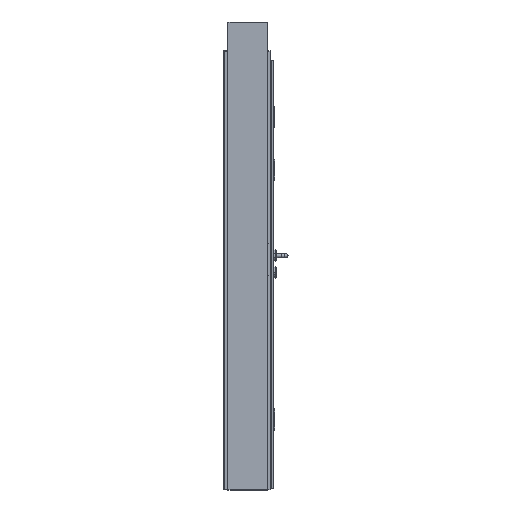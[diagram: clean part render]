
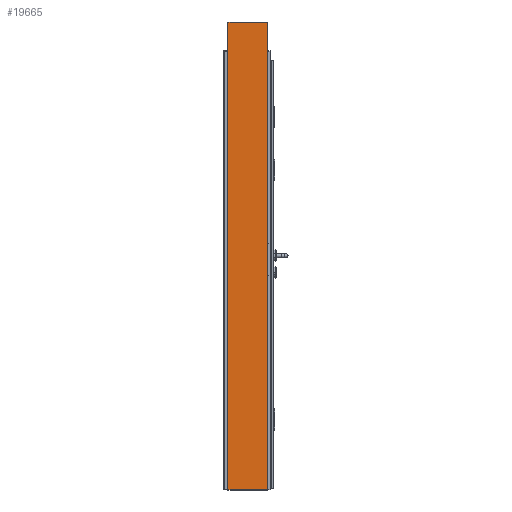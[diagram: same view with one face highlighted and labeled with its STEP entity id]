
A CAD part, left-side view. The second image highlights one B-rep face of the part: STEP entity #19665.
In plain terms, the highlighted planar face has unit normal (-1, 0, 0).
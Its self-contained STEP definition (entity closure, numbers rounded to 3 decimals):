
#19665=ADVANCED_FACE('',(#36610),#30195,.T.);
#30195=PLANE('',#183746);
#36610=FACE_OUTER_BOUND('',#45735,.T.);
#45735=EDGE_LOOP('',(#58256,#58257,#58258,#58259));
#58256=ORIENTED_EDGE('',*,*,#124480,.T.);
#58257=ORIENTED_EDGE('',*,*,#124479,.T.);
#58258=ORIENTED_EDGE('',*,*,#124481,.F.);
#58259=ORIENTED_EDGE('',*,*,#124459,.T.);
#107848=VERTEX_POINT('',#245363);
#107850=VERTEX_POINT('',#245366);
#107862=VERTEX_POINT('',#245402);
#107863=VERTEX_POINT('',#245404);
#124459=EDGE_CURVE('',#107850,#107848,#149269,.T.);
#124479=EDGE_CURVE('',#107862,#107863,#149289,.T.);
#124480=EDGE_CURVE('',#107848,#107862,#149290,.T.);
#124481=EDGE_CURVE('',#107850,#107863,#149291,.T.);
#149269=LINE('',#245365,#166504);
#149289=LINE('',#245405,#166524);
#149290=LINE('',#245407,#166525);
#149291=LINE('',#245408,#166526);
#166504=VECTOR('',#198537,1.);
#166524=VECTOR('',#198569,1.);
#166525=VECTOR('',#198572,1.);
#166526=VECTOR('',#198573,1.);
#183746=AXIS2_PLACEMENT_3D('',#245409,#198574,#198575);
#198537=DIRECTION('',(0.,-1.,0.));
#198569=DIRECTION('',(0.,1.,0.));
#198572=DIRECTION('',(0.,0.,1.));
#198573=DIRECTION('',(0.,0.,1.));
#198574=DIRECTION('',(-1.,0.,0.));
#198575=DIRECTION('',(0.,0.,1.));
#245363=CARTESIAN_POINT('',(-502.5,-14.,-7.75));
#245365=CARTESIAN_POINT('',(-502.5,174.4,-7.75));
#245366=CARTESIAN_POINT('',(-502.5,174.4,-7.75));
#245402=CARTESIAN_POINT('',(-502.5,-14.,2212.25));
#245404=CARTESIAN_POINT('',(-502.5,174.4,2212.25));
#245405=CARTESIAN_POINT('',(-502.5,174.4,2212.25));
#245407=CARTESIAN_POINT('',(-502.5,-14.,2212.25));
#245408=CARTESIAN_POINT('',(-502.5,174.4,2212.25));
#245409=CARTESIAN_POINT('',(-502.5,174.4,2212.25));
